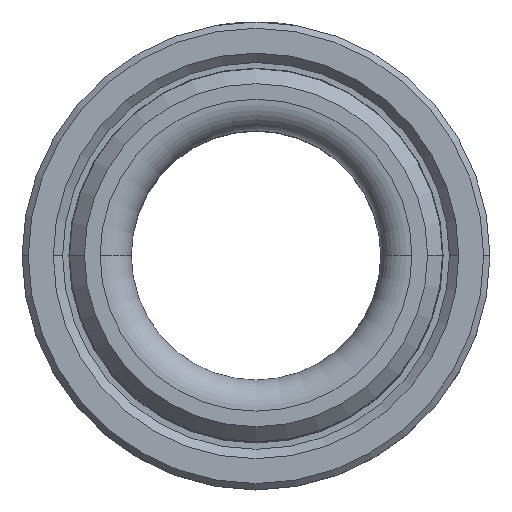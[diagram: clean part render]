
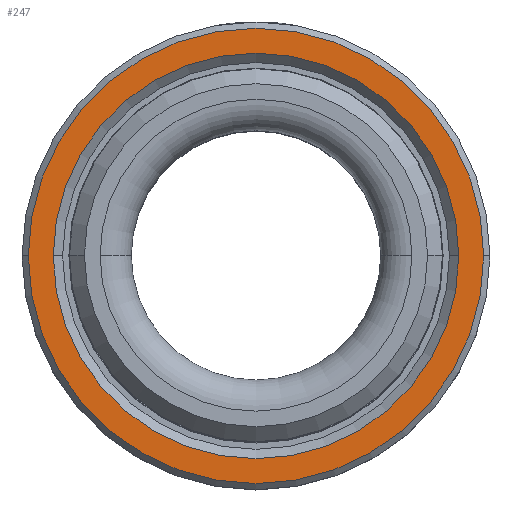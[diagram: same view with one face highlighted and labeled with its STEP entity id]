
A CAD part, top view. The second image highlights one B-rep face of the part: STEP entity #247.
In plain terms, the highlighted planar face has unit normal (0, 0, 1).
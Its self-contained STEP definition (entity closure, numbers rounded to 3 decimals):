
#98 = DIRECTION ( 'NONE',  ( -1., 0., 0. ) ) ;
#121 = DIRECTION ( 'NONE',  ( 0., 0., 1. ) ) ;
#247 = ADVANCED_FACE ( 'NONE', ( #390, #1203 ), #621, .F. ) ;
#291 = CARTESIAN_POINT ( 'NONE',  ( 6., 0., 3. ) ) ;
#309 = DIRECTION ( 'NONE',  ( 0., 0., -1. ) ) ;
#385 = AXIS2_PLACEMENT_3D ( 'NONE', #1404, #430, #1578 ) ;
#390 = FACE_OUTER_BOUND ( 'NONE', #945, .T. ) ;
#430 = DIRECTION ( 'NONE',  ( 0., 0., 1. ) ) ;
#477 = VERTEX_POINT ( 'NONE', #1632 ) ;
#509 = AXIS2_PLACEMENT_3D ( 'NONE', #2074, #1090, #98 ) ;
#522 = AXIS2_PLACEMENT_3D ( 'NONE', #1277, #309, #1444 ) ;
#591 = VERTEX_POINT ( 'NONE', #1829 ) ;
#621 = PLANE ( 'NONE',  #979 ) ;
#690 = CIRCLE ( 'NONE', #385, 7.3 ) ;
#795 = DIRECTION ( 'NONE',  ( 0., 0., -1. ) ) ;
#799 = EDGE_CURVE ( 'NONE', #477, #1670, #987, .T. ) ;
#864 = EDGE_LOOP ( 'NONE', ( #1826, #1019 ) ) ;
#945 = EDGE_LOOP ( 'NONE', ( #1918, #988 ) ) ;
#979 = AXIS2_PLACEMENT_3D ( 'NONE', #291, #795, #1926 ) ;
#987 = CIRCLE ( 'NONE', #522, 6.5 ) ;
#988 = ORIENTED_EDGE ( 'NONE', *, *, #1363, .T. ) ;
#1019 = ORIENTED_EDGE ( 'NONE', *, *, #799, .T. ) ;
#1090 = DIRECTION ( 'NONE',  ( 0., 0., -1. ) ) ;
#1104 = CARTESIAN_POINT ( 'NONE',  ( 0., 0., 3. ) ) ;
#1148 = CARTESIAN_POINT ( 'NONE',  ( 7.3, 0., 3. ) ) ;
#1203 = FACE_BOUND ( 'NONE', #864, .T. ) ;
#1270 = DIRECTION ( 'NONE',  ( -1., 0., 0. ) ) ;
#1277 = CARTESIAN_POINT ( 'NONE',  ( 0., 0., 3. ) ) ;
#1363 = EDGE_CURVE ( 'NONE', #2058, #591, #1419, .T. ) ;
#1404 = CARTESIAN_POINT ( 'NONE',  ( 0., 0., 3. ) ) ;
#1419 = CIRCLE ( 'NONE', #1475, 7.3 ) ;
#1444 = DIRECTION ( 'NONE',  ( -1., 0., 0. ) ) ;
#1475 = AXIS2_PLACEMENT_3D ( 'NONE', #1104, #121, #1270 ) ;
#1534 = CARTESIAN_POINT ( 'NONE',  ( 6.5, 0., 3. ) ) ;
#1578 = DIRECTION ( 'NONE',  ( -1., 0., 0. ) ) ;
#1632 = CARTESIAN_POINT ( 'NONE',  ( -6.5, 0., 3. ) ) ;
#1670 = VERTEX_POINT ( 'NONE', #1534 ) ;
#1808 = EDGE_CURVE ( 'NONE', #591, #2058, #690, .T. ) ;
#1816 = EDGE_CURVE ( 'NONE', #1670, #477, #2096, .T. ) ;
#1826 = ORIENTED_EDGE ( 'NONE', *, *, #1816, .T. ) ;
#1829 = CARTESIAN_POINT ( 'NONE',  ( -7.3, 0., 3. ) ) ;
#1918 = ORIENTED_EDGE ( 'NONE', *, *, #1808, .T. ) ;
#1926 = DIRECTION ( 'NONE',  ( -1., 0., 0. ) ) ;
#2058 = VERTEX_POINT ( 'NONE', #1148 ) ;
#2074 = CARTESIAN_POINT ( 'NONE',  ( 0., 0., 3. ) ) ;
#2096 = CIRCLE ( 'NONE', #509, 6.5 ) ;
